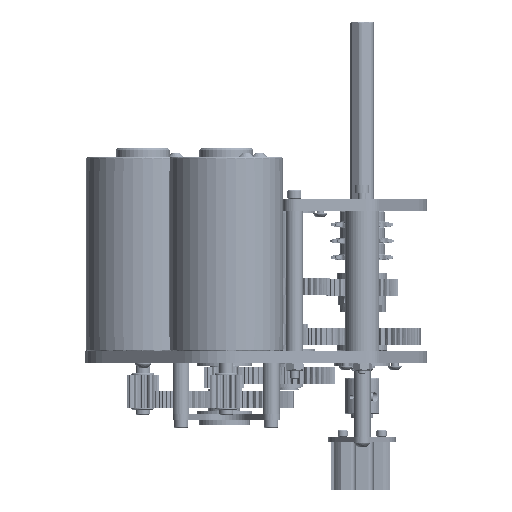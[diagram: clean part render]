
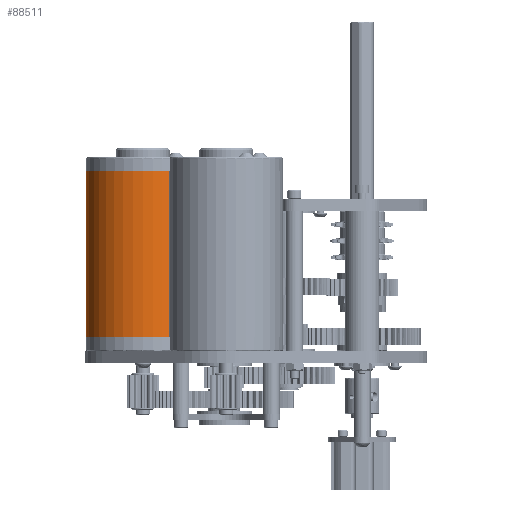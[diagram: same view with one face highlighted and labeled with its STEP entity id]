
A CAD part, left-side view. The second image highlights one B-rep face of the part: STEP entity #88511.
In plain terms, the highlighted cylindrical face has radius 32.004 mm (diameter 64.008 mm), a partial arc.
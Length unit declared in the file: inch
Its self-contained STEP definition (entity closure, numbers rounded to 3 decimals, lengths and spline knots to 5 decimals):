
#1345 = CIRCLE ( 'NONE', #31231, 1.26 ) ;
#3088 = CARTESIAN_POINT ( 'NONE',  ( 3.99096, 0., 0. ) ) ;
#8180 = VERTEX_POINT ( 'NONE', #35480 ) ;
#18488 = DIRECTION ( 'NONE',  ( -1., 0., 0. ) ) ;
#27543 = EDGE_CURVE ( 'NONE', #127417, #8180, #140665, .T. ) ;
#29881 = CARTESIAN_POINT ( 'NONE',  ( 0., 0., 0. ) ) ;
#31231 = AXIS2_PLACEMENT_3D ( 'NONE', #56155, #98576, #189029 ) ;
#35480 = CARTESIAN_POINT ( 'NONE',  ( 3.99096, 0., 1.26 ) ) ;
#36653 = ORIENTED_EDGE ( 'NONE', *, *, #93938, .T. ) ;
#38478 = VERTEX_POINT ( 'NONE', #160556 ) ;
#41563 = AXIS2_PLACEMENT_3D ( 'NONE', #3088, #18488, #121250 ) ;
#41868 = VECTOR ( 'NONE', #179460, 39.37008 ) ;
#56155 = CARTESIAN_POINT ( 'NONE',  ( 0.324, 0., 0. ) ) ;
#57238 = FACE_OUTER_BOUND ( 'NONE', #84451, .T. ) ;
#60218 = EDGE_CURVE ( 'NONE', #63048, #8180, #151160, .T. ) ;
#63048 = VERTEX_POINT ( 'NONE', #152600 ) ;
#63462 = DIRECTION ( 'NONE',  ( 1., 0., 0. ) ) ;
#63854 = CARTESIAN_POINT ( 'NONE',  ( 0., 0., 1.26 ) ) ;
#76317 = AXIS2_PLACEMENT_3D ( 'NONE', #29881, #133915, #103768 ) ;
#79822 = ORIENTED_EDGE ( 'NONE', *, *, #95187, .T. ) ;
#84451 = EDGE_LOOP ( 'NONE', ( #121335, #79822, #36653, #153406 ) ) ;
#84892 = CYLINDRICAL_SURFACE ( 'NONE', #76317, 1.26 ) ;
#88511 = ADVANCED_FACE ( 'NONE', ( #57238 ), #84892, .T. ) ;
#93938 = EDGE_CURVE ( 'NONE', #38478, #63048, #164944, .T. ) ;
#95066 = CARTESIAN_POINT ( 'NONE',  ( 0.324, 0., 1.26 ) ) ;
#95187 = EDGE_CURVE ( 'NONE', #127417, #38478, #1345, .T. ) ;
#98576 = DIRECTION ( 'NONE',  ( 1., 0., 0. ) ) ;
#103768 = DIRECTION ( 'NONE',  ( 0., 0., -1. ) ) ;
#121250 = DIRECTION ( 'NONE',  ( 0., 0., -1. ) ) ;
#121335 = ORIENTED_EDGE ( 'NONE', *, *, #27543, .F. ) ;
#127417 = VERTEX_POINT ( 'NONE', #95066 ) ;
#133915 = DIRECTION ( 'NONE',  ( 1., 0., 0. ) ) ;
#140665 = LINE ( 'NONE', #63854, #41868 ) ;
#151160 = CIRCLE ( 'NONE', #41563, 1.26 ) ;
#152600 = CARTESIAN_POINT ( 'NONE',  ( 3.99096, 0., -1.26 ) ) ;
#153406 = ORIENTED_EDGE ( 'NONE', *, *, #60218, .T. ) ;
#155729 = VECTOR ( 'NONE', #63462, 39.37008 ) ;
#160556 = CARTESIAN_POINT ( 'NONE',  ( 0.324, 0., -1.26 ) ) ;
#164944 = LINE ( 'NONE', #180967, #155729 ) ;
#179460 = DIRECTION ( 'NONE',  ( 1., 0., 0. ) ) ;
#180967 = CARTESIAN_POINT ( 'NONE',  ( 0., 0., -1.26 ) ) ;
#189029 = DIRECTION ( 'NONE',  ( 0., 0., -1. ) ) ;
